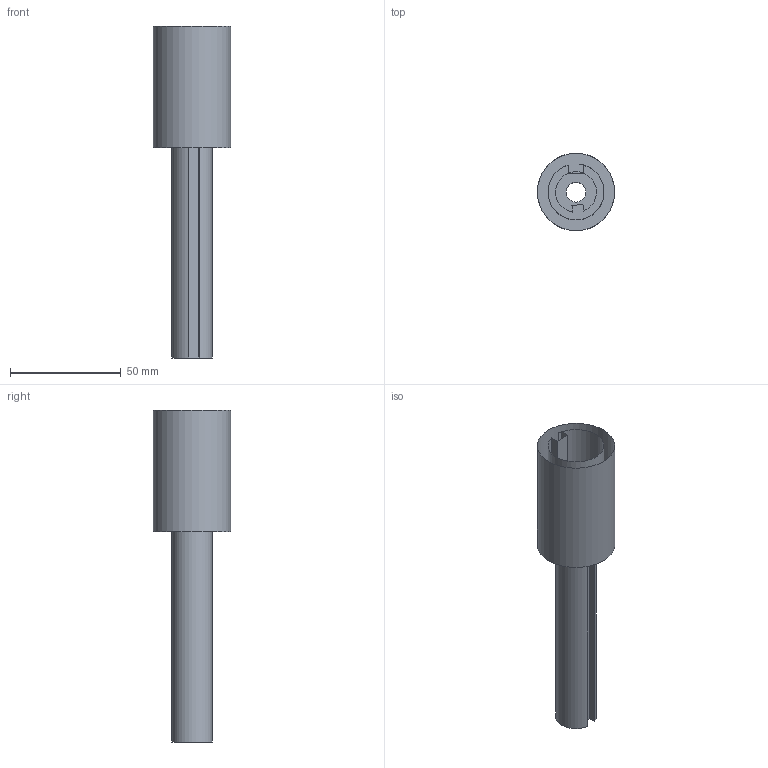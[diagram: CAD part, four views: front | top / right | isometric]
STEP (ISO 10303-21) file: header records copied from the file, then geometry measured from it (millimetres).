
FILE_DESCRIPTION(/* description */ ('','CAx-IF Rec.Pracs.---Representation and Presentation of Product Manufacturing Information (PMI)---4.0---2014-10-13'),/* implementation_level */ '2;1');
FILE_NAME(/* name */ 'Arbre_adaptation v5 FINALE.step',/* time_stamp */ '2025-01-21T14:54:46+01:00',/* author */ (''),/* organization */ (''),/* preprocessor_version */ 'ST-DEVELOPER v20',/* originating_system */ 'Autodesk Translation Framework v13.20.0.188',/* authorisation */ '');
FILE_SCHEMA (('AP242_MANAGED_MODEL_BASED_3D_ENGINEERING_MIM_LF { 1 0 10303 442 1 1 4 }'));
Length unit declared in the file: metre
Products named in the file (1): Arbre_adaptation
Bounding box: 35 x 35 x 150 mm (x, y, z)
Volume: 46680.3 mm3; surface area: 21659.1 mm2
Topology: 2 solids, 2 shells, 18 faces, 39 edges, 26 vertices
Faces by surface type: plane 11, cylinder 7
Full cylindrical faces by diameter (mm): 9 x2, 35 x1
Entity records: 537 total; most frequent: DIRECTION 91, CARTESIAN_POINT 84, ORIENTED_EDGE 78, EDGE_CURVE 39, AXIS2_PLACEMENT_3D 33, VERTEX_POINT 26, LINE 25, VECTOR 25
